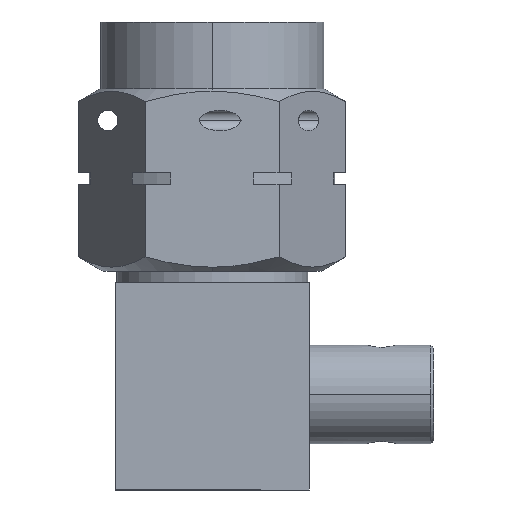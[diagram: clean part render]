
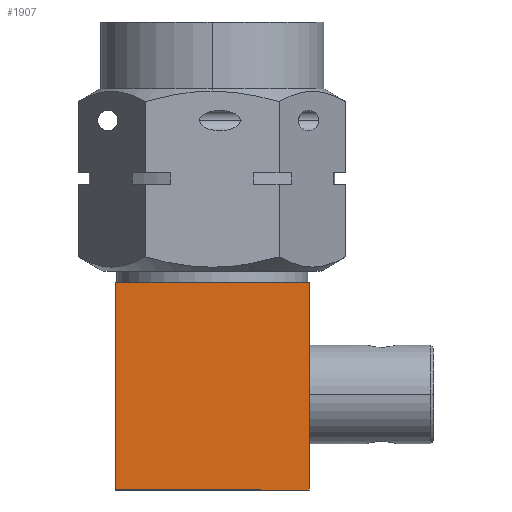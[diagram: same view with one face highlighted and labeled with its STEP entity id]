
A CAD part, left-side view. The second image highlights one B-rep face of the part: STEP entity #1907.
In plain terms, the highlighted planar face has unit normal (-1, 0, 0).
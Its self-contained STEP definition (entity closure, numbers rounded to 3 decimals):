
#44 = FACE_OUTER_BOUND ( 'NONE', #2278, .T. ) ;
#198 = LINE ( 'NONE', #920, #3576 ) ;
#218 = VERTEX_POINT ( 'NONE', #488 ) ;
#302 = VECTOR ( 'NONE', #3893, 1000. ) ;
#488 = CARTESIAN_POINT ( 'NONE',  ( -3.35, 3.35, -9. ) ) ;
#731 = LINE ( 'NONE', #1003, #3458 ) ;
#734 = EDGE_CURVE ( 'NONE', #2036, #3132, #2907, .T. ) ;
#823 = CARTESIAN_POINT ( 'NONE',  ( -3.35, 8.5, -9. ) ) ;
#920 = CARTESIAN_POINT ( 'NONE',  ( -3.35, 2.5, -16.15 ) ) ;
#951 = DIRECTION ( 'NONE',  ( 0., -1., 0. ) ) ;
#1003 = CARTESIAN_POINT ( 'NONE',  ( -3.35, 3.35, -22.85 ) ) ;
#1113 = LINE ( 'NONE', #823, #1559 ) ;
#1158 = EDGE_CURVE ( 'NONE', #3132, #218, #1113, .T. ) ;
#1255 = ORIENTED_EDGE ( 'NONE', *, *, #3039, .F. ) ;
#1350 = VERTEX_POINT ( 'NONE', #2399 ) ;
#1559 = VECTOR ( 'NONE', #3424, 1000. ) ;
#1907 = ADVANCED_FACE ( 'NONE', ( #44 ), #3668, .F. ) ;
#2036 = VERTEX_POINT ( 'NONE', #4476 ) ;
#2063 = DIRECTION ( 'NONE',  ( 0., 0., 1. ) ) ;
#2134 = DIRECTION ( 'NONE',  ( 1., 0., 0. ) ) ;
#2278 = EDGE_LOOP ( 'NONE', ( #3421, #2957, #4420, #1255 ) ) ;
#2399 = CARTESIAN_POINT ( 'NONE',  ( -3.35, 3.35, -16.15 ) ) ;
#2758 = CARTESIAN_POINT ( 'NONE',  ( -3.35, -3.35, -22.85 ) ) ;
#2907 = LINE ( 'NONE', #2758, #302 ) ;
#2957 = ORIENTED_EDGE ( 'NONE', *, *, #734, .T. ) ;
#3039 = EDGE_CURVE ( 'NONE', #1350, #218, #731, .T. ) ;
#3132 = VERTEX_POINT ( 'NONE', #4421 ) ;
#3323 = DIRECTION ( 'NONE',  ( 0., -1., 0. ) ) ;
#3421 = ORIENTED_EDGE ( 'NONE', *, *, #3434, .T. ) ;
#3424 = DIRECTION ( 'NONE',  ( 0., 1., 0. ) ) ;
#3434 = EDGE_CURVE ( 'NONE', #1350, #2036, #198, .T. ) ;
#3458 = VECTOR ( 'NONE', #2063, 1000. ) ;
#3576 = VECTOR ( 'NONE', #951, 1000. ) ;
#3668 = PLANE ( 'NONE',  #4308 ) ;
#3893 = DIRECTION ( 'NONE',  ( 0., 0., 1. ) ) ;
#4308 = AXIS2_PLACEMENT_3D ( 'NONE', #4380, #2134, #3323 ) ;
#4380 = CARTESIAN_POINT ( 'NONE',  ( -3.35, -3.35, -22.85 ) ) ;
#4420 = ORIENTED_EDGE ( 'NONE', *, *, #1158, .T. ) ;
#4421 = CARTESIAN_POINT ( 'NONE',  ( -3.35, -3.35, -9. ) ) ;
#4476 = CARTESIAN_POINT ( 'NONE',  ( -3.35, -3.35, -16.15 ) ) ;
